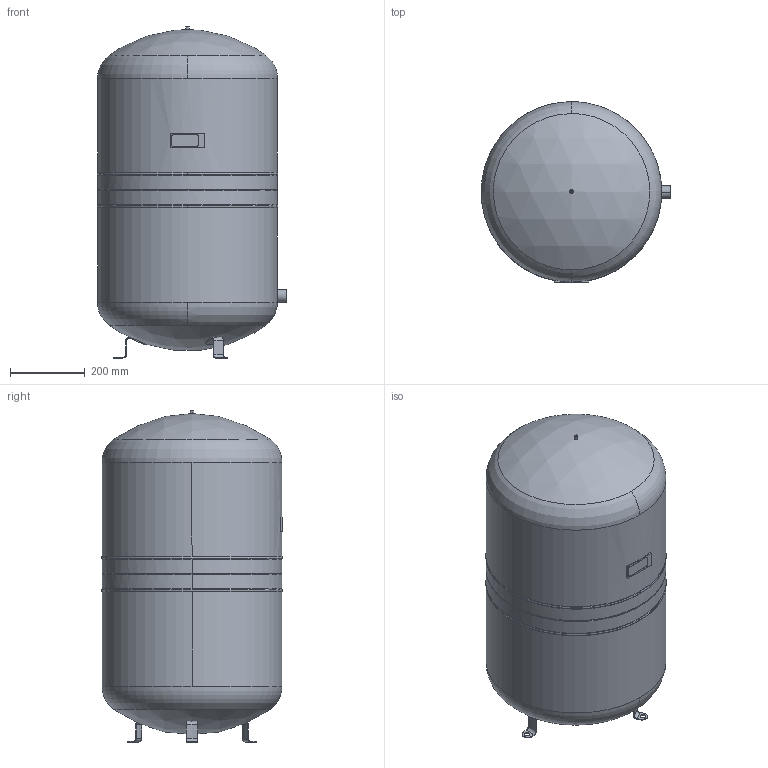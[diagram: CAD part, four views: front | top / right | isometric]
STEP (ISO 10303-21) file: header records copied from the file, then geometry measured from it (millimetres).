
FILE_DESCRIPTION(('CATIA V5 STEP Exchange'),'2;1');
FILE_NAME('STEP_556140_-_TST.stp','2018-07-23T11:56:59+00:00',('none'),('none'),'CATIA Version 5-6 Release 2016 SP4','CATIA V5 STEP AP203','none');
FILE_SCHEMA(('CONFIG_CONTROL_DESIGN'));
Length unit declared in the file: millimetre
Products named in the file (1): 556140 - TST
Bounding box: 506.13 x 482.26 x 886 mm (x, y, z)
Volume: 138452943.9 mm3; surface area: 1447998.7 mm2
Topology: 4 solids, 4 shells, 129 faces, 337 edges, 220 vertices
Faces by surface type: cylinder 60, torus 32, plane 25, revolution 6, sphere 4, cone 2
Entity records: 5177 total; most frequent: CARTESIAN_POINT 2690, ORIENTED_EDGE 670, EDGE_CURVE 335, B_SPLINE_CURVE_WITH_KNOTS 299, DIRECTION 244, VERTEX_POINT 220, EDGE_LOOP 141, ADVANCED_FACE 129
